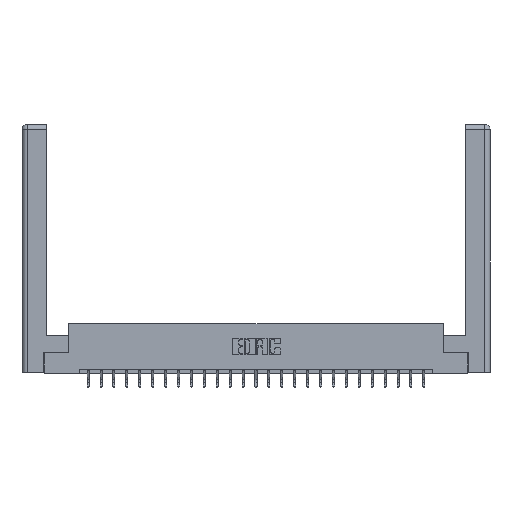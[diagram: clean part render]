
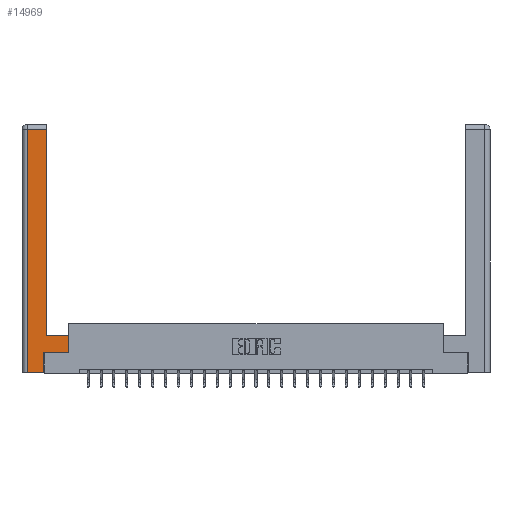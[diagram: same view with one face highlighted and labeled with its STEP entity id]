
A CAD part, top view. The second image highlights one B-rep face of the part: STEP entity #14969.
In plain terms, the highlighted planar face has unit normal (0, 0, 1).
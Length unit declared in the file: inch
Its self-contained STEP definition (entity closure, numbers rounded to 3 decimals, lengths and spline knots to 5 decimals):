
#685 = VECTOR ( 'NONE', #8089, 39.37008 ) ;
#876 = LINE ( 'NONE', #6310, #12729 ) ;
#1511 = DIRECTION ( 'NONE',  ( 0., 0., -1. ) ) ;
#2154 = VECTOR ( 'NONE', #9856, 39.37008 ) ;
#2245 = VERTEX_POINT ( 'NONE', #8526 ) ;
#2885 = VECTOR ( 'NONE', #18492, 39.37008 ) ;
#3237 = CARTESIAN_POINT ( 'NONE',  ( 0.265, 0., 0. ) ) ;
#3712 = VECTOR ( 'NONE', #21306, 39.37008 ) ;
#4112 = CARTESIAN_POINT ( 'NONE',  ( 0.565, 0.245, 0. ) ) ;
#4774 = CARTESIAN_POINT ( 'NONE',  ( 0.565, 0.45, 0. ) ) ;
#4902 = ORIENTED_EDGE ( 'NONE', *, *, #20173, .T. ) ;
#5056 = FACE_OUTER_BOUND ( 'NONE', #11186, .T. ) ;
#5208 = CARTESIAN_POINT ( 'NONE',  ( 0.265, 0.245, 0. ) ) ;
#6110 = DIRECTION ( 'NONE',  ( 0., 1., 0. ) ) ;
#6203 = LINE ( 'NONE', #20709, #3712 ) ;
#6310 = CARTESIAN_POINT ( 'NONE',  ( 0.295, 0.45, 0. ) ) ;
#6636 = VERTEX_POINT ( 'NONE', #25243 ) ;
#6878 = VERTEX_POINT ( 'NONE', #19187 ) ;
#7105 = CARTESIAN_POINT ( 'NONE',  ( 0.265, 0.245, 0. ) ) ;
#7287 = EDGE_CURVE ( 'NONE', #14083, #21015, #8167, .T. ) ;
#7356 = VERTEX_POINT ( 'NONE', #20586 ) ;
#7357 = CARTESIAN_POINT ( 'NONE',  ( 0.0615, 0., 0. ) ) ;
#7811 = EDGE_CURVE ( 'NONE', #6636, #12327, #876, .T. ) ;
#8089 = DIRECTION ( 'NONE',  ( 1., 0., 0. ) ) ;
#8167 = LINE ( 'NONE', #4112, #685 ) ;
#8526 = CARTESIAN_POINT ( 'NONE',  ( 0.295, 2.94, 0. ) ) ;
#9335 = ORIENTED_EDGE ( 'NONE', *, *, #10055, .T. ) ;
#9856 = DIRECTION ( 'NONE',  ( -1., 0., 0. ) ) ;
#10055 = EDGE_CURVE ( 'NONE', #24629, #14083, #15478, .T. ) ;
#11186 = EDGE_LOOP ( 'NONE', ( #21680, #16932, #4902, #15626, #9335, #23665, #13654, #23168 ) ) ;
#11540 = CARTESIAN_POINT ( 'NONE',  ( 0., 0., 0. ) ) ;
#12327 = VERTEX_POINT ( 'NONE', #18064 ) ;
#12361 = CARTESIAN_POINT ( 'NONE',  ( 0.565, 0.245, 0. ) ) ;
#12729 = VECTOR ( 'NONE', #14171, 39.37008 ) ;
#12773 = LINE ( 'NONE', #21960, #2154 ) ;
#12881 = LINE ( 'NONE', #16062, #19432 ) ;
#13035 = DIRECTION ( 'NONE',  ( 0., 1., 0. ) ) ;
#13654 = ORIENTED_EDGE ( 'NONE', *, *, #15391, .T. ) ;
#14083 = VERTEX_POINT ( 'NONE', #5208 ) ;
#14171 = DIRECTION ( 'NONE',  ( -1., 0., 0. ) ) ;
#14870 = VECTOR ( 'NONE', #13035, 39.37008 ) ;
#14969 = ADVANCED_FACE ( 'NONE', ( #5056 ), #15368, .F. ) ;
#15368 = PLANE ( 'NONE',  #25651 ) ;
#15391 = EDGE_CURVE ( 'NONE', #21015, #6636, #20285, .T. ) ;
#15478 = LINE ( 'NONE', #7105, #14870 ) ;
#15626 = ORIENTED_EDGE ( 'NONE', *, *, #25590, .T. ) ;
#16062 = CARTESIAN_POINT ( 'NONE',  ( 0.295, 3., 0. ) ) ;
#16593 = EDGE_CURVE ( 'NONE', #2245, #7356, #12773, .T. ) ;
#16932 = ORIENTED_EDGE ( 'NONE', *, *, #16593, .T. ) ;
#18064 = CARTESIAN_POINT ( 'NONE',  ( 0.295, 0.45, 0. ) ) ;
#18492 = DIRECTION ( 'NONE',  ( 0., 1., 0. ) ) ;
#19187 = CARTESIAN_POINT ( 'NONE',  ( 0.0615, 0., 0. ) ) ;
#19310 = DIRECTION ( 'NONE',  ( 0., -1., 0. ) ) ;
#19432 = VECTOR ( 'NONE', #6110, 39.37008 ) ;
#20173 = EDGE_CURVE ( 'NONE', #7356, #6878, #20757, .T. ) ;
#20285 = LINE ( 'NONE', #4774, #2885 ) ;
#20586 = CARTESIAN_POINT ( 'NONE',  ( 0.0615, 2.94, 0. ) ) ;
#20709 = CARTESIAN_POINT ( 'NONE',  ( 0.265, 0., 0. ) ) ;
#20757 = LINE ( 'NONE', #7357, #21370 ) ;
#21015 = VERTEX_POINT ( 'NONE', #12361 ) ;
#21306 = DIRECTION ( 'NONE',  ( 1., 0., 0. ) ) ;
#21370 = VECTOR ( 'NONE', #19310, 39.37008 ) ;
#21680 = ORIENTED_EDGE ( 'NONE', *, *, #23256, .T. ) ;
#21960 = CARTESIAN_POINT ( 'NONE',  ( 0.0615, 2.94, 0. ) ) ;
#23168 = ORIENTED_EDGE ( 'NONE', *, *, #7811, .T. ) ;
#23256 = EDGE_CURVE ( 'NONE', #12327, #2245, #12881, .T. ) ;
#23292 = DIRECTION ( 'NONE',  ( -1., 0., 0. ) ) ;
#23665 = ORIENTED_EDGE ( 'NONE', *, *, #7287, .T. ) ;
#24629 = VERTEX_POINT ( 'NONE', #3237 ) ;
#25243 = CARTESIAN_POINT ( 'NONE',  ( 0.565, 0.45, 0. ) ) ;
#25590 = EDGE_CURVE ( 'NONE', #6878, #24629, #6203, .T. ) ;
#25651 = AXIS2_PLACEMENT_3D ( 'NONE', #11540, #1511, #23292 ) ;
